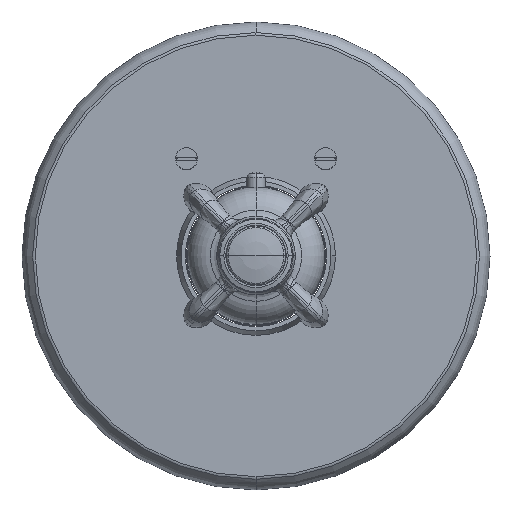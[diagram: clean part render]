
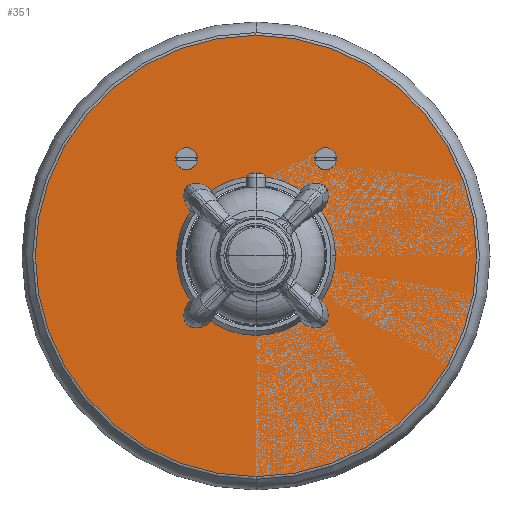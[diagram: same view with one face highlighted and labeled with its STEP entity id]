
A CAD part, top view. The second image highlights one B-rep face of the part: STEP entity #351.
In plain terms, the highlighted face is planar.
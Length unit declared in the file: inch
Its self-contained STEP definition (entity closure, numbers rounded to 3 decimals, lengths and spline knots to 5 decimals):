
#2=CARTESIAN_POINT('',(0.313,1.375,-0.9845));
#3=DIRECTION('',(1.,0.,0.));
#4=DIRECTION('',(0.,-1.,0.));
#5=AXIS2_PLACEMENT_3D('',#2,#3,#4);
#7=CARTESIAN_POINT('',(0.313,1.375,-0.9845));
#8=DIRECTION('',(1.,0.,0.));
#9=DIRECTION('',(0.,1.,0.));
#10=AXIS2_PLACEMENT_3D('',#7,#8,#9);
#12=CARTESIAN_POINT('',(0.313,0.,0.));
#13=DIRECTION('',(-1.,0.,0.));
#14=DIRECTION('',(0.,1.,0.));
#15=AXIS2_PLACEMENT_3D('',#12,#13,#14);
#17=CARTESIAN_POINT('',(0.313,0.,0.));
#18=DIRECTION('',(1.,0.,0.));
#19=DIRECTION('',(0.,1.,0.));
#20=AXIS2_PLACEMENT_3D('',#17,#18,#19);
#22=CARTESIAN_POINT('',(0.313,1.375,0.9845));
#23=DIRECTION('',(1.,0.,0.));
#24=DIRECTION('',(0.,-1.,0.));
#25=AXIS2_PLACEMENT_3D('',#22,#23,#24);
#27=CARTESIAN_POINT('',(0.313,1.375,0.9845));
#28=DIRECTION('',(1.,0.,0.));
#29=DIRECTION('',(0.,1.,0.));
#30=AXIS2_PLACEMENT_3D('',#27,#28,#29);
#176=CARTESIAN_POINT('',(0.313,0.,0.));
#177=DIRECTION('',(-1.,0.,0.));
#178=DIRECTION('',(0.,1.,0.));
#179=AXIS2_PLACEMENT_3D('',#176,#177,#178);
#191=CARTESIAN_POINT('',(0.313,0.,0.));
#192=DIRECTION('',(-1.,0.,0.));
#193=DIRECTION('',(0.,-1.,0.));
#194=AXIS2_PLACEMENT_3D('',#191,#192,#193);
#259=CARTESIAN_POINT('',(0.313,1.0525,0.));
#261=VERTEX_POINT('',#259);
#263=CARTESIAN_POINT('',(0.313,-1.0525,0.));
#265=VERTEX_POINT('',#263);
#278=CARTESIAN_POINT('',(0.313,-3.12417,0.));
#279=CARTESIAN_POINT('',(0.313,3.12417,0.));
#280=VERTEX_POINT('',#278);
#281=VERTEX_POINT('',#279);
#290=CARTESIAN_POINT('',(0.313,1.2185,0.9845));
#291=CARTESIAN_POINT('',(0.313,1.5315,0.9845));
#292=VERTEX_POINT('',#290);
#293=VERTEX_POINT('',#291);
#294=CARTESIAN_POINT('',(0.313,1.2185,-0.9845));
#295=CARTESIAN_POINT('',(0.313,1.5315,-0.9845));
#296=VERTEX_POINT('',#294);
#297=VERTEX_POINT('',#295);
#322=CARTESIAN_POINT('',(0.313,0.,0.));
#323=DIRECTION('',(1.,0.,0.));
#324=DIRECTION('',(0.,-1.,0.));
#325=AXIS2_PLACEMENT_3D('',#322,#323,#324);
#326=PLANE('',#325);
#328=ORIENTED_EDGE('',*,*,#327,.T.);
#330=ORIENTED_EDGE('',*,*,#329,.T.);
#331=EDGE_LOOP('',(#328,#330));
#332=FACE_OUTER_BOUND('',#331,.F.);
#334=ORIENTED_EDGE('',*,*,#333,.F.);
#336=ORIENTED_EDGE('',*,*,#335,.T.);
#337=EDGE_LOOP('',(#334,#336));
#338=FACE_BOUND('',#337,.F.);
#340=ORIENTED_EDGE('',*,*,#339,.T.);
#342=ORIENTED_EDGE('',*,*,#341,.T.);
#343=EDGE_LOOP('',(#340,#342));
#344=FACE_BOUND('',#343,.F.);
#346=ORIENTED_EDGE('',*,*,#345,.T.);
#348=ORIENTED_EDGE('',*,*,#347,.T.);
#349=EDGE_LOOP('',(#346,#348));
#350=FACE_BOUND('',#349,.F.);
#351=ADVANCED_FACE('',(#332,#338,#344,#350),#326,.T.);
#6=CIRCLE('',#5,0.1565);
#11=CIRCLE('',#10,0.1565);
#16=CIRCLE('',#15,1.0525);
#21=CIRCLE('',#20,1.0525);
#26=CIRCLE('',#25,0.1565);
#31=CIRCLE('',#30,0.1565);
#180=CIRCLE('',#179,3.12417);
#195=CIRCLE('',#194,3.12417);
#327=EDGE_CURVE('',#280,#281,#195,.T.);
#329=EDGE_CURVE('',#281,#280,#180,.T.);
#333=EDGE_CURVE('',#261,#265,#16,.T.);
#335=EDGE_CURVE('',#261,#265,#21,.T.);
#339=EDGE_CURVE('',#296,#297,#6,.T.);
#341=EDGE_CURVE('',#297,#296,#11,.T.);
#345=EDGE_CURVE('',#292,#293,#26,.T.);
#347=EDGE_CURVE('',#293,#292,#31,.T.);
